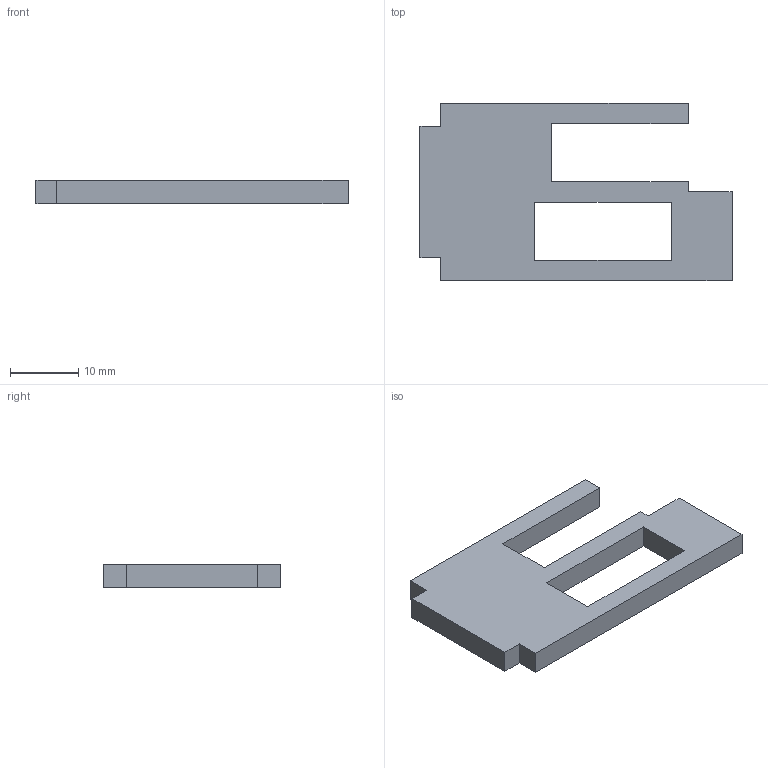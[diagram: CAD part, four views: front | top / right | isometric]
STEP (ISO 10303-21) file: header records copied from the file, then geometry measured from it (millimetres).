
FILE_DESCRIPTION(('CATIA V5 STEP Exchange'),'2;1');
FILE_NAME('Servotraeger_unten.stp','2017-12-01T21:40:58+00:00',('none'),('none'),'CATIA Version 5 Release 17 (IN-10)','CATIA V5 STEP AP203','none');
FILE_SCHEMA(('CONFIG_CONTROL_DESIGN'));
Length unit declared in the file: millimetre
Products named in the file (1): Servotraeger_unten
Bounding box: 45.6 x 26 x 3.4 mm (x, y, z)
Volume: 2522.8 mm3; surface area: 2300.7 mm2
Topology: 1 solids, 1 shells, 20 faces, 54 edges, 36 vertices
Faces by surface type: plane 20
Entity records: 654 total; most frequent: CARTESIAN_POINT 109, ORIENTED_EDGE 108, DIRECTION 90, VECTOR 54, EDGE_CURVE 54, LINE 54, VERTEX_POINT 36, EDGE_LOOP 22
